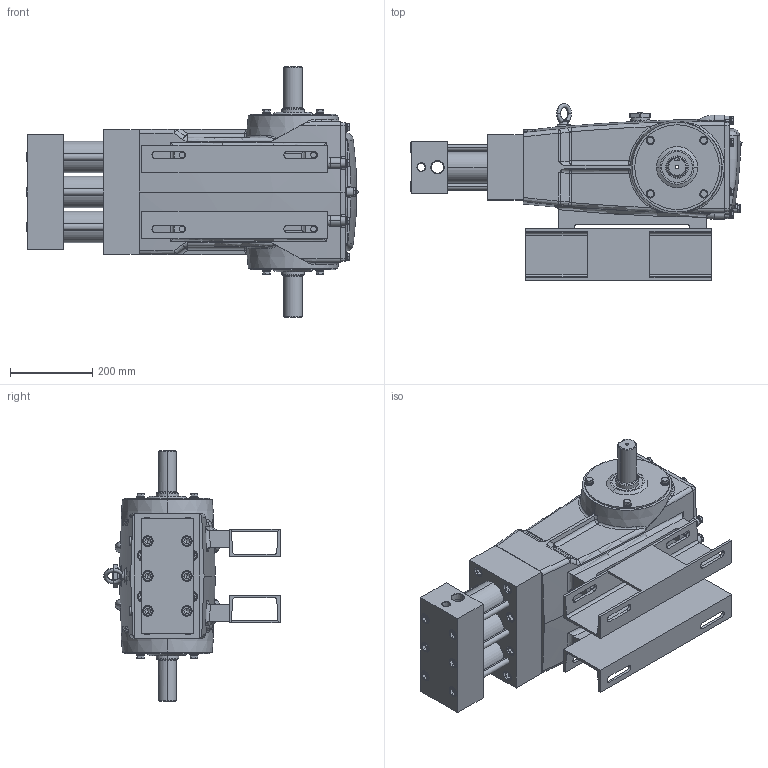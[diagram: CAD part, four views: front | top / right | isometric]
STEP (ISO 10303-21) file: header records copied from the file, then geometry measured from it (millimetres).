
FILE_DESCRIPTION (( 'STEP AP214' ), '1' );
FILE_NAME ('6810.STEP', '2013-10-22T14:14:28', ( 'it' ), ( '' ), 'SwSTEP 2.0', 'SolidWorks 2013', '' );
FILE_SCHEMA (( 'AUTOMOTIVE_DESIGN' ));
Length unit declared in the file: inch
Products named in the file (1): 6810
Bounding box: 807.23 x 429.94 x 610 mm (x, y, z)
Surface area: 1702224.8 mm2 (no closed solid volume)
Topology: 0 solids, 93 shells, 1032 faces, 2957 edges, 1908 vertices
Faces by surface type: plane 413, cylinder 275, cone 192, torus 70, bspline 70, sphere 12
Entity records: 52930 total; most frequent: CARTESIAN_POINT 13649, DIRECTION 5411, ORIENTED_EDGE 4995, EDGE_CURVE 2923, AXIS2_PLACEMENT_3D 2073, VERTEX_POINT 1908, LINE 1265, VECTOR 1265
